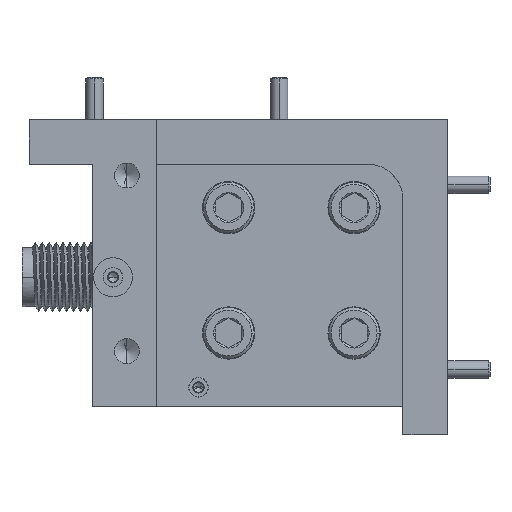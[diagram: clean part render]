
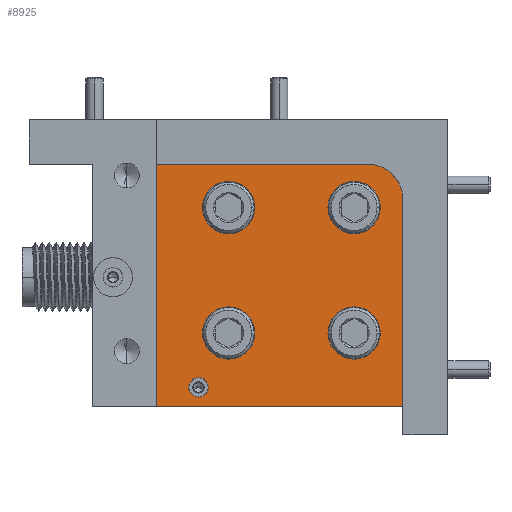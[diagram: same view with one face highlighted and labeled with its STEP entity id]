
A CAD part, front view. The second image highlights one B-rep face of the part: STEP entity #8925.
In plain terms, the highlighted planar face has unit normal (0, -1, 0).
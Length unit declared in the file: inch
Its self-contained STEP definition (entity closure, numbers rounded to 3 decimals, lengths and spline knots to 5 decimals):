
#116 = EDGE_LOOP ( 'NONE', ( #25681, #8303 ) ) ;
#393 = CARTESIAN_POINT ( 'NONE',  ( 0.415, 0.3, 0.25 ) ) ;
#721 = EDGE_CURVE ( 'NONE', #23365, #3086, #22734, .T. ) ;
#1456 = EDGE_CURVE ( 'NONE', #8904, #21728, #25092, .T. ) ;
#1466 = AXIS2_PLACEMENT_3D ( 'NONE', #22077, #1741, #8992 ) ;
#1592 = CIRCLE ( 'NONE', #28457, 0.09375 ) ;
#1694 = AXIS2_PLACEMENT_3D ( 'NONE', #3030, #20745, #16415 ) ;
#1741 = DIRECTION ( 'NONE',  ( 0., -1., 0. ) ) ;
#2295 = FACE_OUTER_BOUND ( 'NONE', #12322, .T. ) ;
#2440 = DIRECTION ( 'NONE',  ( 0., -1., 0. ) ) ;
#2465 = ORIENTED_EDGE ( 'NONE', *, *, #9818, .F. ) ;
#2615 = EDGE_CURVE ( 'NONE', #23102, #23668, #5208, .T. ) ;
#2641 = CIRCLE ( 'NONE', #19339, 0.09375 ) ;
#2830 = ORIENTED_EDGE ( 'NONE', *, *, #18591, .T. ) ;
#3030 = CARTESIAN_POINT ( 'NONE',  ( 0.415, 0.3, -0.2 ) ) ;
#3086 = VERTEX_POINT ( 'NONE', #14823 ) ;
#3155 = CARTESIAN_POINT ( 'NONE',  ( 0.415, 0.3, -0.10625 ) ) ;
#3158 = CIRCLE ( 'NONE', #13858, 0.09375 ) ;
#3631 = VECTOR ( 'NONE', #25453, 39.37008 ) ;
#4000 = AXIS2_PLACEMENT_3D ( 'NONE', #24788, #26654, #18325 ) ;
#4233 = VERTEX_POINT ( 'NONE', #3155 ) ;
#4274 = VECTOR ( 'NONE', #7178, 39.37008 ) ;
#4367 = CARTESIAN_POINT ( 'NONE',  ( -0.035, 0.3, 0.25 ) ) ;
#5208 = CIRCLE ( 'NONE', #8475, 0.035 ) ;
#5247 = CARTESIAN_POINT ( 'NONE',  ( -0.143, 0.3, -0.43 ) ) ;
#6231 = DIRECTION ( 'NONE',  ( 0., 0., 1. ) ) ;
#6364 = VERTEX_POINT ( 'NONE', #18238 ) ;
#7178 = DIRECTION ( 'NONE',  ( 0., 0., 1. ) ) ;
#7312 = EDGE_CURVE ( 'NONE', #27149, #8168, #3158, .T. ) ;
#7396 = EDGE_CURVE ( 'NONE', #20817, #17331, #21280, .T. ) ;
#8008 = DIRECTION ( 'NONE',  ( 0., 0., 1. ) ) ;
#8056 = DIRECTION ( 'NONE',  ( 0., 0., 1. ) ) ;
#8168 = VERTEX_POINT ( 'NONE', #16446 ) ;
#8204 = CARTESIAN_POINT ( 'NONE',  ( -0.035, 0.3, -0.29375 ) ) ;
#8303 = ORIENTED_EDGE ( 'NONE', *, *, #7312, .F. ) ;
#8310 = EDGE_CURVE ( 'NONE', #8168, #27149, #16119, .T. ) ;
#8399 = EDGE_CURVE ( 'NONE', #20162, #4233, #14235, .T. ) ;
#8436 = DIRECTION ( 'NONE',  ( 0., 0., 1. ) ) ;
#8475 = AXIS2_PLACEMENT_3D ( 'NONE', #21293, #9966, #8056 ) ;
#8571 = EDGE_CURVE ( 'NONE', #4233, #20162, #2641, .T. ) ;
#8670 = VECTOR ( 'NONE', #22582, 39.37008 ) ;
#8904 = VERTEX_POINT ( 'NONE', #14084 ) ;
#8925 = ADVANCED_FACE ( 'NONE', ( #9285, #13648, #26800, #11478, #11626, #2295 ), #22773, .T. ) ;
#8992 = DIRECTION ( 'NONE',  ( 0., 0., 1. ) ) ;
#9001 = LINE ( 'NONE', #18484, #18007 ) ;
#9058 = LINE ( 'NONE', #26727, #4274 ) ;
#9285 = FACE_BOUND ( 'NONE', #116, .T. ) ;
#9567 = DIRECTION ( 'NONE',  ( 0., 0., 1. ) ) ;
#9818 = EDGE_CURVE ( 'NONE', #3086, #23365, #1592, .T. ) ;
#9918 = DIRECTION ( 'NONE',  ( 0., -1., 0. ) ) ;
#9966 = DIRECTION ( 'NONE',  ( 0., -1., 0. ) ) ;
#10208 = ORIENTED_EDGE ( 'NONE', *, *, #8399, .F. ) ;
#10325 = EDGE_CURVE ( 'NONE', #11572, #20817, #9001, .T. ) ;
#10989 = CARTESIAN_POINT ( 'NONE',  ( -0.035, 0.3, 0.25 ) ) ;
#11343 = DIRECTION ( 'NONE',  ( 0., 0., 1. ) ) ;
#11478 = FACE_BOUND ( 'NONE', #23946, .T. ) ;
#11503 = DIRECTION ( 'NONE',  ( 0., 0., -1. ) ) ;
#11572 = VERTEX_POINT ( 'NONE', #17465 ) ;
#11626 = FACE_BOUND ( 'NONE', #23551, .T. ) ;
#12271 = ORIENTED_EDGE ( 'NONE', *, *, #721, .F. ) ;
#12322 = EDGE_LOOP ( 'NONE', ( #24707, #2830, #17370, #22553, #22578 ) ) ;
#12332 = DIRECTION ( 'NONE',  ( 0., 0., 1. ) ) ;
#12401 = AXIS2_PLACEMENT_3D ( 'NONE', #393, #18312, #15977 ) ;
#12477 = CARTESIAN_POINT ( 'NONE',  ( 0.415, 0.3, 0.25 ) ) ;
#13186 = EDGE_CURVE ( 'NONE', #19107, #11572, #22296, .T. ) ;
#13648 = FACE_BOUND ( 'NONE', #26831, .T. ) ;
#13858 = AXIS2_PLACEMENT_3D ( 'NONE', #12477, #23756, #12332 ) ;
#14084 = CARTESIAN_POINT ( 'NONE',  ( -0.035, 0.3, -0.10625 ) ) ;
#14235 = CIRCLE ( 'NONE', #1694, 0.09375 ) ;
#14820 = CARTESIAN_POINT ( 'NONE',  ( -0.035, 0.3, -0.2 ) ) ;
#14823 = CARTESIAN_POINT ( 'NONE',  ( -0.035, 0.3, 0.34375 ) ) ;
#14883 = CARTESIAN_POINT ( 'NONE',  ( -0.295, 0.3, -0.465 ) ) ;
#15487 = DIRECTION ( 'NONE',  ( 0., 0., 1. ) ) ;
#15977 = DIRECTION ( 'NONE',  ( 0., 0., 1. ) ) ;
#16101 = CIRCLE ( 'NONE', #4000, 0.125 ) ;
#16119 = CIRCLE ( 'NONE', #12401, 0.09375 ) ;
#16415 = DIRECTION ( 'NONE',  ( 0., 0., 1. ) ) ;
#16446 = CARTESIAN_POINT ( 'NONE',  ( 0.415, 0.3, 0.34375 ) ) ;
#16923 = CARTESIAN_POINT ( 'NONE',  ( 0.59, 0.3, -0.465 ) ) ;
#17031 = CIRCLE ( 'NONE', #23481, 0.035 ) ;
#17292 = EDGE_CURVE ( 'NONE', #17331, #6364, #9058, .T. ) ;
#17331 = VERTEX_POINT ( 'NONE', #16923 ) ;
#17370 = ORIENTED_EDGE ( 'NONE', *, *, #13186, .T. ) ;
#17465 = CARTESIAN_POINT ( 'NONE',  ( -0.295, 0.3, 0.405 ) ) ;
#18007 = VECTOR ( 'NONE', #11503, 39.37008 ) ;
#18043 = DIRECTION ( 'NONE',  ( 0., -1., 0. ) ) ;
#18061 = CARTESIAN_POINT ( 'NONE',  ( -0.295, 0.3, -0.465 ) ) ;
#18238 = CARTESIAN_POINT ( 'NONE',  ( 0.59, 0.3, 0.28 ) ) ;
#18312 = DIRECTION ( 'NONE',  ( 0., -1., 0. ) ) ;
#18325 = DIRECTION ( 'NONE',  ( 0., 0., 1. ) ) ;
#18434 = EDGE_CURVE ( 'NONE', #23668, #23102, #17031, .T. ) ;
#18484 = CARTESIAN_POINT ( 'NONE',  ( -0.295, 0.3, 0.405 ) ) ;
#18591 = EDGE_CURVE ( 'NONE', #6364, #19107, #16101, .T. ) ;
#19107 = VERTEX_POINT ( 'NONE', #22198 ) ;
#19133 = CARTESIAN_POINT ( 'NONE',  ( -0.143, 0.3, -0.36 ) ) ;
#19327 = CARTESIAN_POINT ( 'NONE',  ( -0.143, 0.3, -0.395 ) ) ;
#19339 = AXIS2_PLACEMENT_3D ( 'NONE', #19349, #9918, #8008 ) ;
#19349 = CARTESIAN_POINT ( 'NONE',  ( 0.415, 0.3, -0.2 ) ) ;
#19834 = DIRECTION ( 'NONE',  ( 0., -1., 0. ) ) ;
#19985 = CARTESIAN_POINT ( 'NONE',  ( 0.59, 0.3, 0.405 ) ) ;
#20162 = VERTEX_POINT ( 'NONE', #21489 ) ;
#20202 = ORIENTED_EDGE ( 'NONE', *, *, #2615, .F. ) ;
#20469 = CARTESIAN_POINT ( 'NONE',  ( 0.415, 0.3, 0.15625 ) ) ;
#20686 = ORIENTED_EDGE ( 'NONE', *, *, #8571, .F. ) ;
#20745 = DIRECTION ( 'NONE',  ( 0., -1., 0. ) ) ;
#20817 = VERTEX_POINT ( 'NONE', #18061 ) ;
#21280 = LINE ( 'NONE', #14883, #3631 ) ;
#21293 = CARTESIAN_POINT ( 'NONE',  ( -0.143, 0.3, -0.395 ) ) ;
#21349 = AXIS2_PLACEMENT_3D ( 'NONE', #4367, #18043, #11343 ) ;
#21489 = CARTESIAN_POINT ( 'NONE',  ( 0.415, 0.3, -0.29375 ) ) ;
#21728 = VERTEX_POINT ( 'NONE', #8204 ) ;
#21889 = AXIS2_PLACEMENT_3D ( 'NONE', #14820, #23359, #6231 ) ;
#22077 = CARTESIAN_POINT ( 'NONE',  ( -0.035, 0.3, -0.2 ) ) ;
#22198 = CARTESIAN_POINT ( 'NONE',  ( 0.465, 0.3, 0.405 ) ) ;
#22296 = LINE ( 'NONE', #19985, #8670 ) ;
#22346 = EDGE_LOOP ( 'NONE', ( #28322, #26579 ) ) ;
#22484 = CARTESIAN_POINT ( 'NONE',  ( 0.2275, 0.3, 0. ) ) ;
#22553 = ORIENTED_EDGE ( 'NONE', *, *, #10325, .T. ) ;
#22578 = ORIENTED_EDGE ( 'NONE', *, *, #7396, .T. ) ;
#22582 = DIRECTION ( 'NONE',  ( -1., 0., 0. ) ) ;
#22734 = CIRCLE ( 'NONE', #21349, 0.09375 ) ;
#22773 = PLANE ( 'NONE',  #27440 ) ;
#22790 = CIRCLE ( 'NONE', #1466, 0.09375 ) ;
#23102 = VERTEX_POINT ( 'NONE', #5247 ) ;
#23324 = EDGE_CURVE ( 'NONE', #21728, #8904, #22790, .T. ) ;
#23359 = DIRECTION ( 'NONE',  ( 0., -1., 0. ) ) ;
#23365 = VERTEX_POINT ( 'NONE', #28573 ) ;
#23481 = AXIS2_PLACEMENT_3D ( 'NONE', #19327, #28306, #8436 ) ;
#23551 = EDGE_LOOP ( 'NONE', ( #26086, #20202 ) ) ;
#23668 = VERTEX_POINT ( 'NONE', #19133 ) ;
#23756 = DIRECTION ( 'NONE',  ( 0., -1., 0. ) ) ;
#23946 = EDGE_LOOP ( 'NONE', ( #20686, #10208 ) ) ;
#24707 = ORIENTED_EDGE ( 'NONE', *, *, #17292, .T. ) ;
#24788 = CARTESIAN_POINT ( 'NONE',  ( 0.465, 0.3, 0.28 ) ) ;
#25092 = CIRCLE ( 'NONE', #21889, 0.09375 ) ;
#25453 = DIRECTION ( 'NONE',  ( 1., 0., 0. ) ) ;
#25681 = ORIENTED_EDGE ( 'NONE', *, *, #8310, .F. ) ;
#26086 = ORIENTED_EDGE ( 'NONE', *, *, #18434, .F. ) ;
#26579 = ORIENTED_EDGE ( 'NONE', *, *, #23324, .F. ) ;
#26654 = DIRECTION ( 'NONE',  ( 0., -1., 0. ) ) ;
#26727 = CARTESIAN_POINT ( 'NONE',  ( 0.59, 0.3, -0.465 ) ) ;
#26800 = FACE_BOUND ( 'NONE', #22346, .T. ) ;
#26831 = EDGE_LOOP ( 'NONE', ( #2465, #12271 ) ) ;
#27149 = VERTEX_POINT ( 'NONE', #20469 ) ;
#27440 = AXIS2_PLACEMENT_3D ( 'NONE', #22484, #2440, #9567 ) ;
#28306 = DIRECTION ( 'NONE',  ( 0., -1., 0. ) ) ;
#28322 = ORIENTED_EDGE ( 'NONE', *, *, #1456, .F. ) ;
#28457 = AXIS2_PLACEMENT_3D ( 'NONE', #10989, #19834, #15487 ) ;
#28573 = CARTESIAN_POINT ( 'NONE',  ( -0.035, 0.3, 0.15625 ) ) ;
